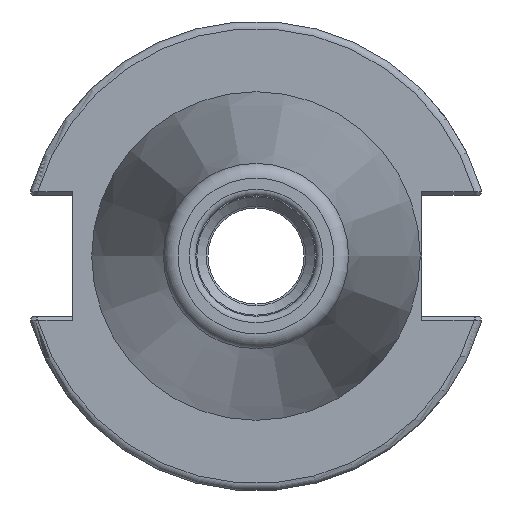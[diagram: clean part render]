
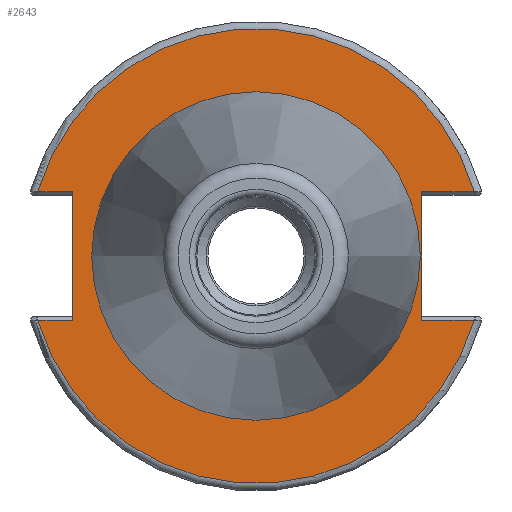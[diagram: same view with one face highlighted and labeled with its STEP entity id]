
A CAD part, left-side view. The second image highlights one B-rep face of the part: STEP entity #2643.
In plain terms, the highlighted planar face has unit normal (-1, 0, 0).
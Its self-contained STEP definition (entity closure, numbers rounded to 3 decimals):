
#53=FACE_BOUND('',#405,.T.);
#72=PLANE('',#2873);
#254=FACE_OUTER_BOUND('',#404,.T.);
#404=EDGE_LOOP('',(#1911,#1912,#1913,#1914,#1915,#1916,#1917,#1918));
#405=EDGE_LOOP('',(#1919,#1920));
#550=LINE('',#4109,#715);
#552=LINE('',#4177,#717);
#553=LINE('',#4179,#718);
#554=LINE('',#4183,#719);
#555=LINE('',#4185,#720);
#556=LINE('',#4186,#721);
#715=VECTOR('',#3269,10.);
#717=VECTOR('',#3287,10.);
#718=VECTOR('',#3288,10.);
#719=VECTOR('',#3291,10.);
#720=VECTOR('',#3292,10.);
#721=VECTOR('',#3293,10.);
#929=CIRCLE('',#2872,30.775);
#930=CIRCLE('',#2874,30.775);
#931=CIRCLE('',#2875,22.225);
#932=CIRCLE('',#2876,22.225);
#1096=VERTEX_POINT('',#4102);
#1099=VERTEX_POINT('',#4107);
#1105=VERTEX_POINT('',#4155);
#1107=VERTEX_POINT('',#4176);
#1108=VERTEX_POINT('',#4178);
#1109=VERTEX_POINT('',#4180);
#1110=VERTEX_POINT('',#4182);
#1111=VERTEX_POINT('',#4184);
#1112=VERTEX_POINT('',#4187);
#1113=VERTEX_POINT('',#4188);
#1406=EDGE_CURVE('',#1099,#1096,#550,.T.);
#1416=EDGE_CURVE('',#1096,#1105,#929,.T.);
#1419=EDGE_CURVE('',#1099,#1107,#552,.T.);
#1420=EDGE_CURVE('',#1108,#1107,#553,.T.);
#1421=EDGE_CURVE('',#1109,#1108,#930,.T.);
#1422=EDGE_CURVE('',#1110,#1109,#554,.T.);
#1423=EDGE_CURVE('',#1110,#1111,#555,.T.);
#1424=EDGE_CURVE('',#1105,#1111,#556,.T.);
#1425=EDGE_CURVE('',#1112,#1113,#931,.T.);
#1426=EDGE_CURVE('',#1113,#1112,#932,.T.);
#1911=ORIENTED_EDGE('',*,*,#1406,.F.);
#1912=ORIENTED_EDGE('',*,*,#1419,.T.);
#1913=ORIENTED_EDGE('',*,*,#1420,.F.);
#1914=ORIENTED_EDGE('',*,*,#1421,.F.);
#1915=ORIENTED_EDGE('',*,*,#1422,.F.);
#1916=ORIENTED_EDGE('',*,*,#1423,.T.);
#1917=ORIENTED_EDGE('',*,*,#1424,.F.);
#1918=ORIENTED_EDGE('',*,*,#1416,.F.);
#1919=ORIENTED_EDGE('',*,*,#1425,.T.);
#1920=ORIENTED_EDGE('',*,*,#1426,.T.);
#2643=ADVANCED_FACE('',(#254,#53),#72,.T.);
#2872=AXIS2_PLACEMENT_3D('',#4156,#3283,#3284);
#2873=AXIS2_PLACEMENT_3D('',#4175,#3285,#3286);
#2874=AXIS2_PLACEMENT_3D('',#4181,#3289,#3290);
#2875=AXIS2_PLACEMENT_3D('',#4189,#3294,#3295);
#2876=AXIS2_PLACEMENT_3D('',#4190,#3296,#3297);
#3269=DIRECTION('',(0.,-1.,0.));
#3283=DIRECTION('center_axis',(1.,0.,0.));
#3284=DIRECTION('ref_axis',(0.,0.,-1.));
#3285=DIRECTION('center_axis',(-1.,0.,0.));
#3286=DIRECTION('ref_axis',(0.,0.,1.));
#3287=DIRECTION('',(0.,0.,1.));
#3288=DIRECTION('',(0.,1.,0.));
#3289=DIRECTION('center_axis',(1.,0.,0.));
#3290=DIRECTION('ref_axis',(0.,0.,-1.));
#3291=DIRECTION('',(0.,1.,0.));
#3292=DIRECTION('',(0.,0.,-1.));
#3293=DIRECTION('',(0.,-1.,0.));
#3294=DIRECTION('center_axis',(1.,0.,0.));
#3295=DIRECTION('ref_axis',(0.,0.,-1.));
#3296=DIRECTION('center_axis',(1.,0.,0.));
#3297=DIRECTION('ref_axis',(0.,0.,-1.));
#4102=CARTESIAN_POINT('',(3.175,-29.523,-8.69));
#4107=CARTESIAN_POINT('',(3.175,-22.41,-8.69));
#4109=CARTESIAN_POINT('',(3.175,-4.878,-8.69));
#4155=CARTESIAN_POINT('',(3.175,29.523,-8.69));
#4156=CARTESIAN_POINT('Origin',(3.175,0.,
0.));
#4175=CARTESIAN_POINT('Origin',(3.175,30.775,0.));
#4176=CARTESIAN_POINT('',(3.175,-22.41,8.69));
#4177=CARTESIAN_POINT('',(3.175,-22.41,-4.095));
#4178=CARTESIAN_POINT('',(3.175,-29.523,8.69));
#4179=CARTESIAN_POINT('',(3.175,4.182,8.69));
#4180=CARTESIAN_POINT('',(3.175,29.523,8.69));
#4181=CARTESIAN_POINT('Origin',(3.175,0.,
0.));
#4182=CARTESIAN_POINT('',(3.175,24.8,8.69));
#4183=CARTESIAN_POINT('',(3.175,32.958,8.69));
#4184=CARTESIAN_POINT('',(3.175,24.8,-8.69));
#4185=CARTESIAN_POINT('',(3.175,24.8,4.095));
#4186=CARTESIAN_POINT('',(3.175,27.788,-8.69));
#4187=CARTESIAN_POINT('',(3.175,22.225,0.));
#4188=CARTESIAN_POINT('',(3.175,-22.225,0.));
#4189=CARTESIAN_POINT('Origin',(3.175,0.,
0.));
#4190=CARTESIAN_POINT('Origin',(3.175,0.,
0.));
